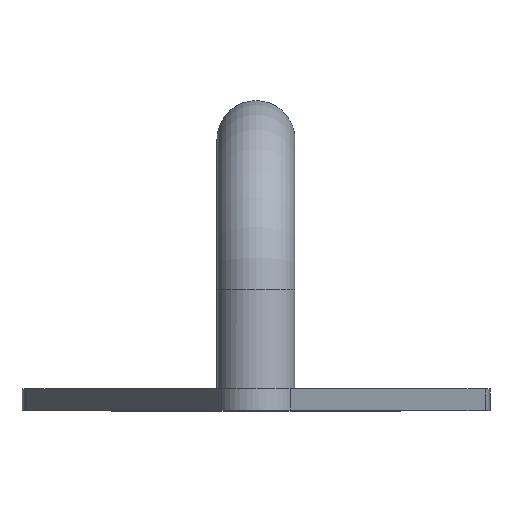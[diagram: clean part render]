
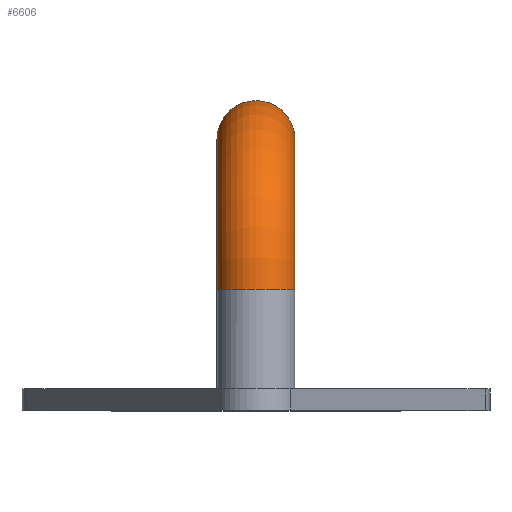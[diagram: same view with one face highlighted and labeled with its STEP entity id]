
A CAD part, top view. The second image highlights one B-rep face of the part: STEP entity #6606.
In plain terms, the highlighted toroidal (fillet/blend) face has major radius 19.3 mm and minor radius 5 mm.
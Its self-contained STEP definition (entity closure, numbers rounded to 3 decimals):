
#96 = CARTESIAN_POINT ( 'NONE',  ( 0., 15.5, 19.3 ) ) ;
#184 = CIRCLE ( 'NONE', #5192, 5. ) ;
#266 = EDGE_LOOP ( 'NONE', ( #12535 ) ) ;
#528 = DIRECTION ( 'NONE',  ( 0., 0., 1. ) ) ;
#1188 = AXIS2_PLACEMENT_3D ( 'NONE', #6151, #8213, #3123 ) ;
#2823 = AXIS2_PLACEMENT_3D ( 'NONE', #96, #10144, #12265 ) ;
#3123 = DIRECTION ( 'NONE',  ( 0., 0., 1. ) ) ;
#3466 = EDGE_LOOP ( 'NONE', ( #5207 ) ) ;
#3500 = CARTESIAN_POINT ( 'NONE',  ( 0., 15.5, -19.3 ) ) ;
#4216 = EDGE_CURVE ( 'NONE', #4483, #4483, #184, .T. ) ;
#4483 = VERTEX_POINT ( 'NONE', #5488 ) ;
#5192 = AXIS2_PLACEMENT_3D ( 'NONE', #3500, #7619, #528 ) ;
#5207 = ORIENTED_EDGE ( 'NONE', *, *, #7428, .F. ) ;
#5263 = FACE_OUTER_BOUND ( 'NONE', #3466, .T. ) ;
#5488 = CARTESIAN_POINT ( 'NONE',  ( 0., 15.5, -14.3 ) ) ;
#5575 = CARTESIAN_POINT ( 'NONE',  ( 0., 15.5, 14.3 ) ) ;
#6151 = CARTESIAN_POINT ( 'NONE',  ( 0., 15.5, 0. ) ) ;
#6606 = ADVANCED_FACE ( 'NONE', ( #5263, #11450 ), #12279, .T. ) ;
#7428 = EDGE_CURVE ( 'NONE', #10242, #10242, #11366, .T. ) ;
#7619 = DIRECTION ( 'NONE',  ( 0., 1., 0. ) ) ;
#8213 = DIRECTION ( 'NONE',  ( -1., 0., 0. ) ) ;
#10144 = DIRECTION ( 'NONE',  ( 0., -1., 0. ) ) ;
#10242 = VERTEX_POINT ( 'NONE', #5575 ) ;
#11366 = CIRCLE ( 'NONE', #2823, 5. ) ;
#11450 = FACE_OUTER_BOUND ( 'NONE', #266, .T. ) ;
#12265 = DIRECTION ( 'NONE',  ( 0., 0., -1. ) ) ;
#12279 = TOROIDAL_SURFACE ( 'NONE', #1188, 19.3, 5. ) ;
#12535 = ORIENTED_EDGE ( 'NONE', *, *, #4216, .T. ) ;
